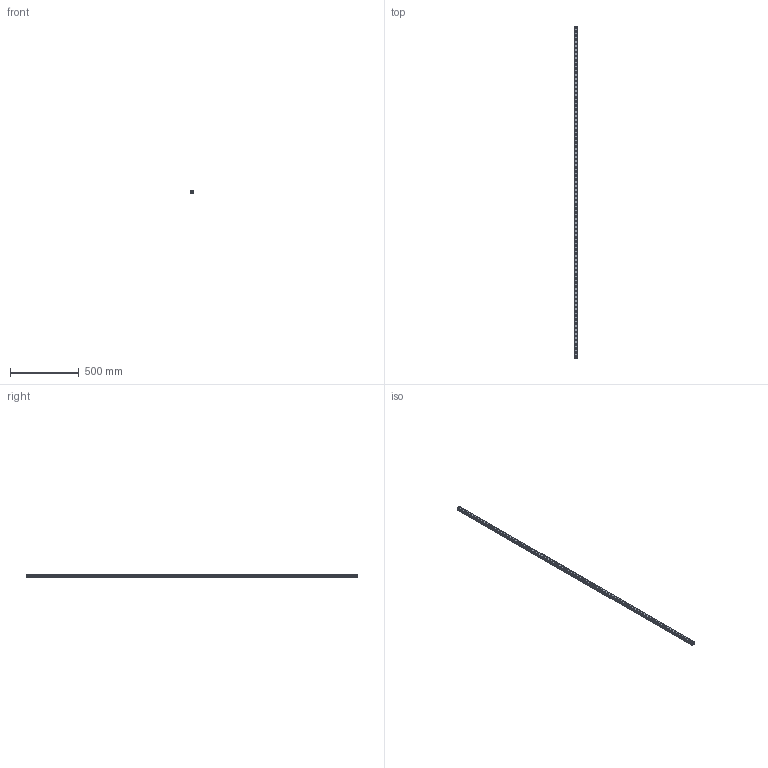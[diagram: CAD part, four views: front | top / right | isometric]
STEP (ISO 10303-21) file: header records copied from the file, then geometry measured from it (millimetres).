
FILE_DESCRIPTION(('STEP AP214'),'1');
FILE_NAME('cctmp_00821D2D-18B2-46F7-BA74-DA34B6901145_2021_03_10_12_00_15_0035..stp','2021-03-10T11:00:15',('HIWIN GmbH'),('CADClick - www.CADClick.com'),'Spatial InterOp 3D',' ','unknown authorization');
FILE_SCHEMA(('AUTOMOTIVE_DESIGN'));
Length unit declared in the file: millimetre
Products named in the file (1): RGR25R2420H_FILE
Bounding box: 23 x 2420 x 23.6 mm (x, y, z)
Volume: 970020 mm3; surface area: 300711.7 mm2
Topology: 1 solids, 1 shells, 846 faces, 1791 edges, 1194 vertices
Faces by surface type: cylinder 504, plane 342
Entity records: 29995 total; most frequent: DIRECTION 4493, CARTESIAN_POINT 3832, ORIENTED_EDGE 3582, AXIS2_PLACEMENT_3D 1855, EDGE_CURVE 1791, VERTEX_POINT 1194, EDGE_LOOP 1093, CIRCLE 1008
